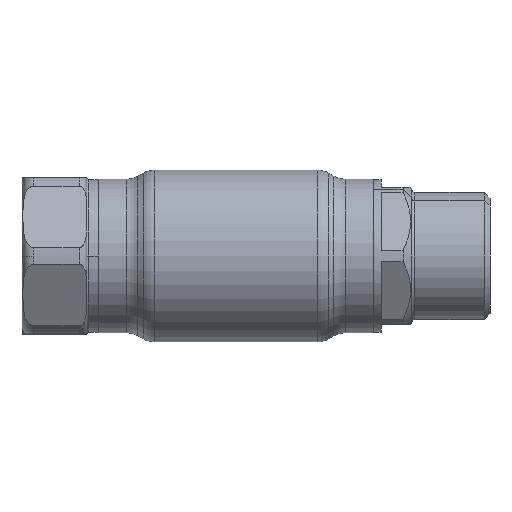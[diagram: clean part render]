
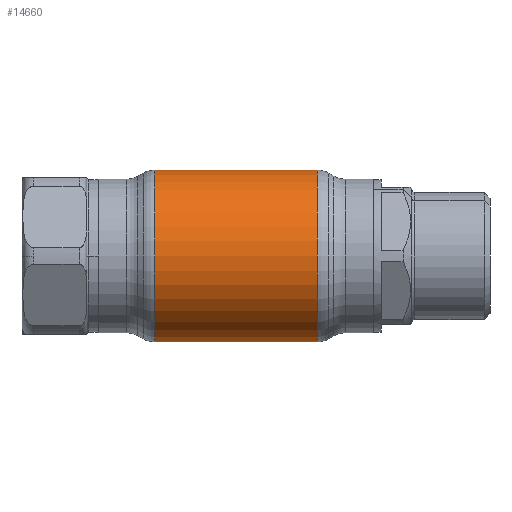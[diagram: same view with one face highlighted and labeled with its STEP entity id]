
A CAD part, front view. The second image highlights one B-rep face of the part: STEP entity #14660.
In plain terms, the highlighted cylindrical face has radius 22.5 mm (diameter 45 mm), a partial arc.
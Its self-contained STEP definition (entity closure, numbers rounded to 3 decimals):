
#337 = AXIS2_PLACEMENT_3D ( 'NONE', #34646, #13559, #8566 ) ;
#694 = ORIENTED_EDGE ( 'NONE', *, *, #28892, .F. ) ;
#2258 = CARTESIAN_POINT ( 'NONE',  ( -62.69, 0., -22.5 ) ) ;
#4131 = VERTEX_POINT ( 'NONE', #31825 ) ;
#5856 = EDGE_LOOP ( 'NONE', ( #49771, #40631, #38943, #694 ) ) ;
#7586 = FACE_OUTER_BOUND ( 'NONE', #5856, .T. ) ;
#8566 = DIRECTION ( 'NONE',  ( 0., 0., 1. ) ) ;
#10637 = CARTESIAN_POINT ( 'NONE',  ( 21.285, 0., 22.5 ) ) ;
#11277 = EDGE_CURVE ( 'NONE', #44661, #51280, #38033, .T. ) ;
#12530 = AXIS2_PLACEMENT_3D ( 'NONE', #21977, #39477, #48847 ) ;
#13276 = CARTESIAN_POINT ( 'NONE',  ( -62.69, 0., 22.5 ) ) ;
#13559 = DIRECTION ( 'NONE',  ( -1., 0., 0. ) ) ;
#14660 = ADVANCED_FACE ( 'NONE', ( #7586 ), #20196, .T. ) ;
#18224 = LINE ( 'NONE', #13276, #51771 ) ;
#20196 = CYLINDRICAL_SURFACE ( 'NONE', #12530, 22.5 ) ;
#20947 = CARTESIAN_POINT ( 'NONE',  ( 21.285, 0., 0. ) ) ;
#21480 = DIRECTION ( 'NONE',  ( -1., 0., 0. ) ) ;
#21977 = CARTESIAN_POINT ( 'NONE',  ( -62.69, 0., 0. ) ) ;
#26498 = DIRECTION ( 'NONE',  ( 0., 0., 1. ) ) ;
#28892 = EDGE_CURVE ( 'NONE', #4131, #32578, #44258, .T. ) ;
#31825 = CARTESIAN_POINT ( 'NONE',  ( -21.285, 0., -22.5 ) ) ;
#32388 = CARTESIAN_POINT ( 'NONE',  ( -21.285, 0., 22.5 ) ) ;
#32578 = VERTEX_POINT ( 'NONE', #32388 ) ;
#34646 = CARTESIAN_POINT ( 'NONE',  ( -21.285, 0., 0. ) ) ;
#37534 = CARTESIAN_POINT ( 'NONE',  ( 21.285, 0., -22.5 ) ) ;
#38033 = CIRCLE ( 'NONE', #57670, 22.5 ) ;
#38943 = ORIENTED_EDGE ( 'NONE', *, *, #41761, .T. ) ;
#39477 = DIRECTION ( 'NONE',  ( -1., 0., 0. ) ) ;
#40631 = ORIENTED_EDGE ( 'NONE', *, *, #11277, .T. ) ;
#41761 = EDGE_CURVE ( 'NONE', #51280, #32578, #18224, .T. ) ;
#43201 = LINE ( 'NONE', #2258, #44392 ) ;
#44258 = CIRCLE ( 'NONE', #337, 22.5 ) ;
#44392 = VECTOR ( 'NONE', #47319, 1000. ) ;
#44661 = VERTEX_POINT ( 'NONE', #37534 ) ;
#47319 = DIRECTION ( 'NONE',  ( -1., 0., 0. ) ) ;
#48847 = DIRECTION ( 'NONE',  ( 0., 0., 1. ) ) ;
#49771 = ORIENTED_EDGE ( 'NONE', *, *, #56798, .F. ) ;
#51280 = VERTEX_POINT ( 'NONE', #10637 ) ;
#51771 = VECTOR ( 'NONE', #21480, 1000. ) ;
#56798 = EDGE_CURVE ( 'NONE', #44661, #4131, #43201, .T. ) ;
#57192 = DIRECTION ( 'NONE',  ( -1., 0., 0. ) ) ;
#57670 = AXIS2_PLACEMENT_3D ( 'NONE', #20947, #57192, #26498 ) ;
